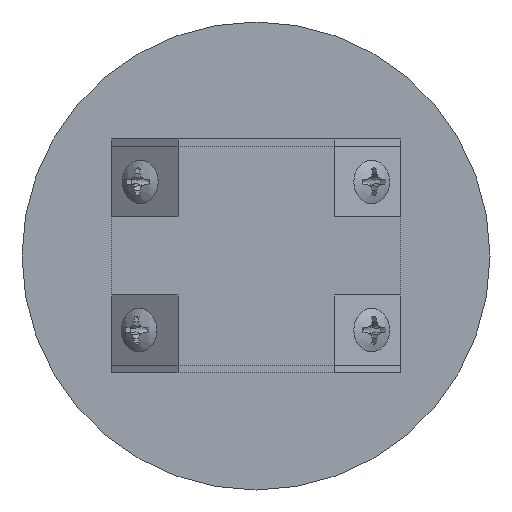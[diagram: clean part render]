
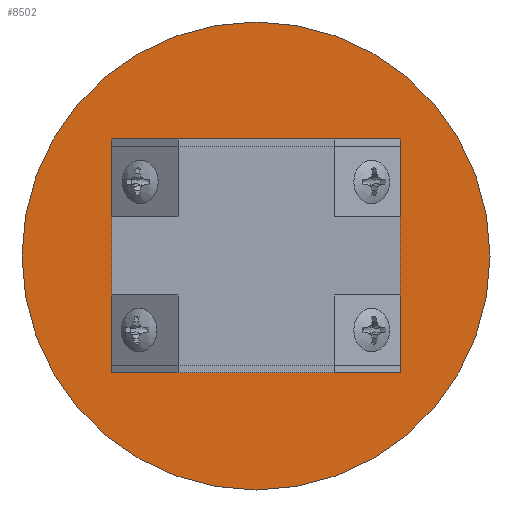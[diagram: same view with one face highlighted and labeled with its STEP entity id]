
A CAD part, front view. The second image highlights one B-rep face of the part: STEP entity #8502.
In plain terms, the highlighted planar face has unit normal (0, -1, 0).
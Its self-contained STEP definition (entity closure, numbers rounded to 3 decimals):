
#321=PLANE('',#9206);
#1073=FACE_OUTER_BOUND('',#1568,.T.);
#1568=EDGE_LOOP('',(#6893));
#1977=CIRCLE('',#9204,30.);
#3897=VERTEX_POINT('',#17492);
#4968=EDGE_CURVE('',#3897,#3897,#1977,.T.);
#6893=ORIENTED_EDGE('',*,*,#4968,.F.);
#8502=ADVANCED_FACE('',(#1073),#321,.F.);
#9204=AXIS2_PLACEMENT_3D('',#17494,#10381,#10382);
#9206=AXIS2_PLACEMENT_3D('',#17496,#10385,#10386);
#10381=DIRECTION('center_axis',(0.,1.,0.));
#10382=DIRECTION('ref_axis',(-1.,0.,0.));
#10385=DIRECTION('center_axis',(0.,1.,0.));
#10386=DIRECTION('ref_axis',(-1.,0.,0.));
#17492=CARTESIAN_POINT('',(30.,15.,0.));
#17494=CARTESIAN_POINT('Origin',(0.,15.,0.));
#17496=CARTESIAN_POINT('Origin',(0.,15.,0.));
